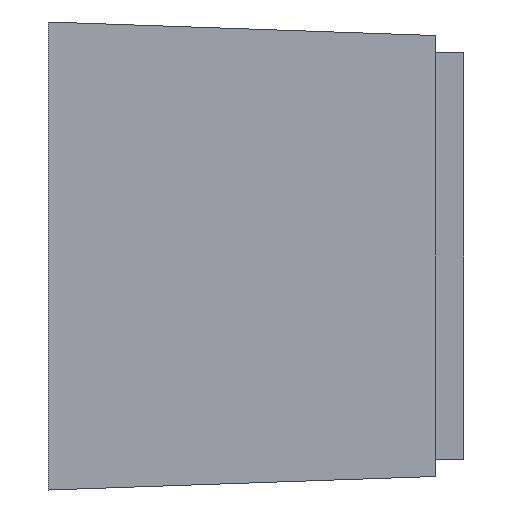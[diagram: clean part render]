
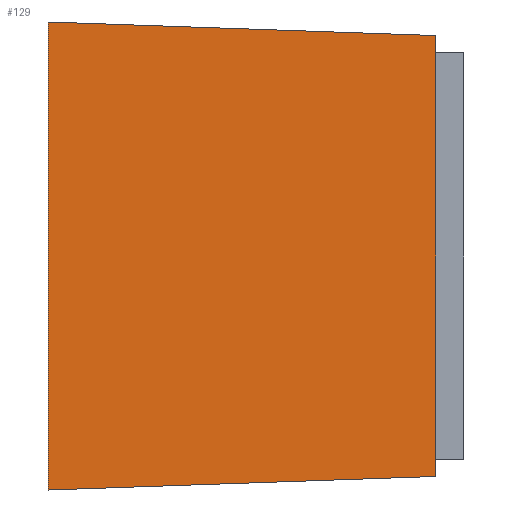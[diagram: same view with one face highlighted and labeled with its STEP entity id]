
A CAD part, front view. The second image highlights one B-rep face of the part: STEP entity #129.
In plain terms, the highlighted planar face has unit normal (0.035, -0.999, 0).
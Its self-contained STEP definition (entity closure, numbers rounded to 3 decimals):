
#129=ADVANCED_FACE('',(#162),#147,.T.);
#147=PLANE('',#438);
#162=FACE_OUTER_BOUND('',#182,.T.);
#182=EDGE_LOOP('',(#225,#226,#227,#228));
#225=ORIENTED_EDGE('',*,*,#337,.F.);
#226=ORIENTED_EDGE('',*,*,#338,.T.);
#227=ORIENTED_EDGE('',*,*,#339,.T.);
#228=ORIENTED_EDGE('',*,*,#333,.T.);
#301=VERTEX_POINT('',#595);
#302=VERTEX_POINT('',#596);
#305=VERTEX_POINT('',#604);
#306=VERTEX_POINT('',#606);
#333=EDGE_CURVE('',#301,#302,#371,.T.);
#337=EDGE_CURVE('',#305,#302,#375,.T.);
#338=EDGE_CURVE('',#305,#306,#376,.T.);
#339=EDGE_CURVE('',#306,#301,#377,.T.);
#371=LINE('',#594,#405);
#375=LINE('',#603,#409);
#376=LINE('',#605,#410);
#377=LINE('',#607,#411);
#405=VECTOR('',#494,1.);
#409=VECTOR('',#500,1.);
#410=VECTOR('',#501,1.);
#411=VECTOR('',#502,1.);
#438=AXIS2_PLACEMENT_3D('',#608,#503,#504);
#494=DIRECTION('',(0.,0.,-1.));
#500=DIRECTION('',(-0.999,-0.035,-0.035));
#501=DIRECTION('',(0.,0.,1.));
#502=DIRECTION('',(-0.999,-0.035,0.035));
#503=DIRECTION('',(0.035,-0.999,0.));
#504=DIRECTION('',(0.999,0.035,0.));
#594=CARTESIAN_POINT('',(-0.2,-21.323,9.957));
#595=CARTESIAN_POINT('',(-0.2,-21.323,9.957));
#596=CARTESIAN_POINT('',(-0.2,-21.323,-9.957));
#603=CARTESIAN_POINT('',(-0.2,-21.323,-9.957));
#604=CARTESIAN_POINT('',(16.3,-20.747,-9.381));
#605=CARTESIAN_POINT('',(16.3,-20.747,9.957));
#606=CARTESIAN_POINT('',(16.3,-20.747,9.381));
#607=CARTESIAN_POINT('',(-0.2,-21.323,9.957));
#608=CARTESIAN_POINT('',(-0.2,-21.323,9.957));
